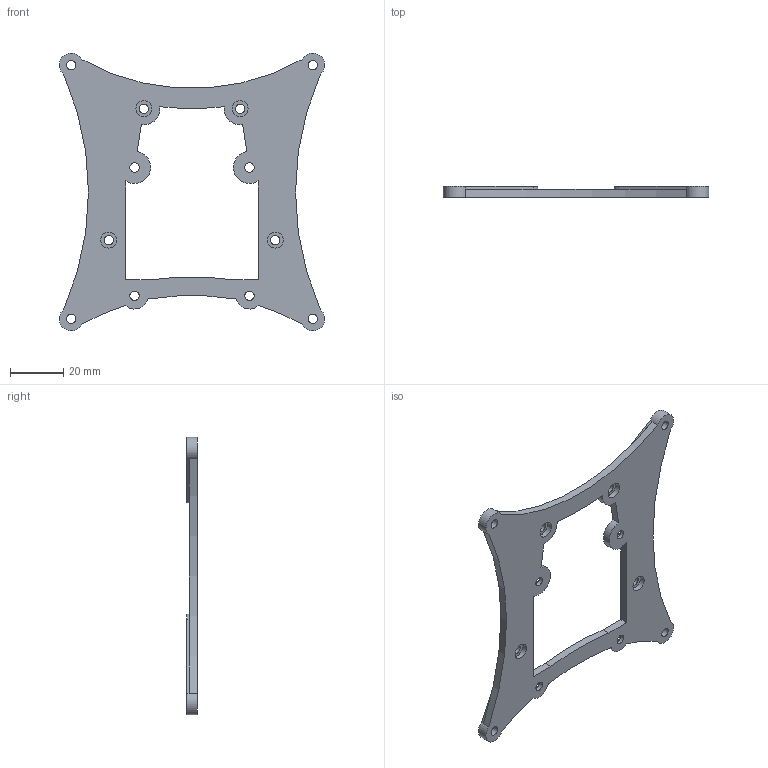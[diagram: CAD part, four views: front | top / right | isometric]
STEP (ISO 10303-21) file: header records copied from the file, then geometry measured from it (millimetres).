
FILE_DESCRIPTION(/* description */ (''),/* implementation_level */ '2;1');
FILE_NAME(/* name */ 'ouster_mount.step',/* time_stamp */ '2021-11-05T10:44:46+01:00',/* author */ (''),/* organization */ (''),/* preprocessor_version */ 'ST-DEVELOPER v18.1',/* originating_system */ 'Autodesk Translation Framework v10.10.0.1391',/* authorisation */ '');
FILE_SCHEMA (('AUTOMOTIVE_DESIGN { 1 0 10303 214 3 1 1 }'));
Length unit declared in the file: millimetre
Products named in the file (2): ouster_mount; OS0mount
Assembly tree (1 placements, depth 2):
  ouster_mount
    OS0mount
Bounding box: 99.4 x 4 x 103.97 mm (x, y, z)
Volume: 14280.1 mm3; surface area: 11942.3 mm2
Topology: 1 solids, 1 shells, 78 faces, 184 edges, 120 vertices
Faces by surface type: cylinder 46, plane 32
Full cylindrical faces by diameter (mm): 3.5 x12, 6 x8, 6.5 x4
Entity records: 2388 total; most frequent: DIRECTION 438, CARTESIAN_POINT 385, ORIENTED_EDGE 368, EDGE_CURVE 184, AXIS2_PLACEMENT_3D 173, VERTEX_POINT 120, EDGE_LOOP 116, LINE 92
